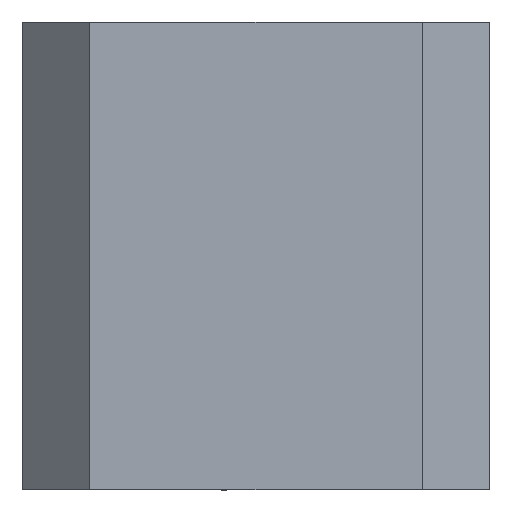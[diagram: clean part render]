
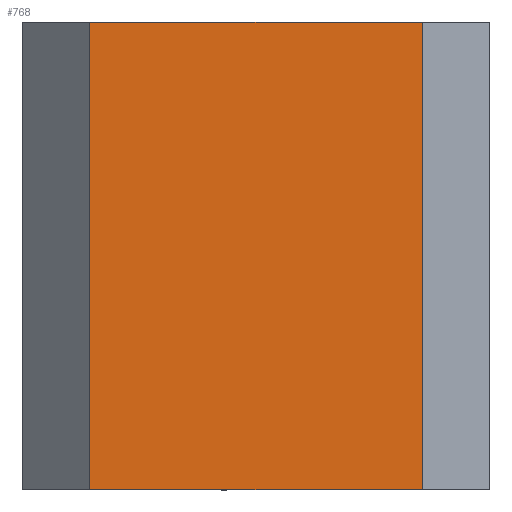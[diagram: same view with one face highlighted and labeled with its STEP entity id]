
A CAD part, left-side view. The second image highlights one B-rep face of the part: STEP entity #768.
In plain terms, the highlighted planar face has unit normal (-1, 0, 0).
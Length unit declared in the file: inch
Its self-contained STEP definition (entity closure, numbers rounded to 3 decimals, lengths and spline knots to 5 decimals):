
#76 = EDGE_CURVE ( 'NONE', #1175, #357, #733, .T. ) ;
#132 = CARTESIAN_POINT ( 'NONE',  ( -0.3955, 0.4, 1.125 ) ) ;
#197 = FACE_OUTER_BOUND ( 'NONE', #2483, .T. ) ;
#254 = CARTESIAN_POINT ( 'NONE',  ( -0.3955, -0.4, 1.125 ) ) ;
#357 = VERTEX_POINT ( 'NONE', #907 ) ;
#382 = ORIENTED_EDGE ( 'NONE', *, *, #914, .T. ) ;
#573 = CARTESIAN_POINT ( 'NONE',  ( -0.3955, -0.4, -1.23485 ) ) ;
#622 = VECTOR ( 'NONE', #740, 39.37008 ) ;
#623 = PLANE ( 'NONE',  #1904 ) ;
#717 = CARTESIAN_POINT ( 'NONE',  ( -0.3955, -0.4, 1.12504 ) ) ;
#733 = LINE ( 'NONE', #1383, #1700 ) ;
#740 = DIRECTION ( 'NONE',  ( 0., 0., 1. ) ) ;
#768 = ADVANCED_FACE ( 'NONE', ( #197 ), #623, .T. ) ;
#825 = CARTESIAN_POINT ( 'NONE',  ( -0.3955, -0.4, 0. ) ) ;
#848 = VERTEX_POINT ( 'NONE', #1092 ) ;
#887 = ORIENTED_EDGE ( 'NONE', *, *, #76, .F. ) ;
#907 = CARTESIAN_POINT ( 'NONE',  ( -0.3955, 0.4, 0. ) ) ;
#914 = EDGE_CURVE ( 'NONE', #1175, #848, #2291, .T. ) ;
#1072 = VECTOR ( 'NONE', #1345, 39.37008 ) ;
#1092 = CARTESIAN_POINT ( 'NONE',  ( -0.3955, -0.4, 1.125 ) ) ;
#1124 = DIRECTION ( 'NONE',  ( 0., 1., 0. ) ) ;
#1148 = CARTESIAN_POINT ( 'NONE',  ( -0.3955, 0.4, 1.12504 ) ) ;
#1175 = VERTEX_POINT ( 'NONE', #825 ) ;
#1207 = DIRECTION ( 'NONE',  ( -1., 0., 0. ) ) ;
#1345 = DIRECTION ( 'NONE',  ( 0., 0., -1. ) ) ;
#1383 = CARTESIAN_POINT ( 'NONE',  ( -0.3955, -0.4, 0. ) ) ;
#1400 = VERTEX_POINT ( 'NONE', #132 ) ;
#1413 = LINE ( 'NONE', #254, #2178 ) ;
#1668 = EDGE_CURVE ( 'NONE', #1400, #848, #1413, .T. ) ;
#1700 = VECTOR ( 'NONE', #1124, 39.37008 ) ;
#1842 = EDGE_CURVE ( 'NONE', #1400, #357, #2537, .T. ) ;
#1904 = AXIS2_PLACEMENT_3D ( 'NONE', #573, #1207, #2356 ) ;
#2178 = VECTOR ( 'NONE', #2234, 39.37008 ) ;
#2234 = DIRECTION ( 'NONE',  ( 0., -1., 0. ) ) ;
#2291 = LINE ( 'NONE', #717, #622 ) ;
#2297 = ORIENTED_EDGE ( 'NONE', *, *, #1668, .F. ) ;
#2356 = DIRECTION ( 'NONE',  ( 0., -1., 0. ) ) ;
#2470 = ORIENTED_EDGE ( 'NONE', *, *, #1842, .T. ) ;
#2483 = EDGE_LOOP ( 'NONE', ( #887, #382, #2297, #2470 ) ) ;
#2537 = LINE ( 'NONE', #1148, #1072 ) ;
